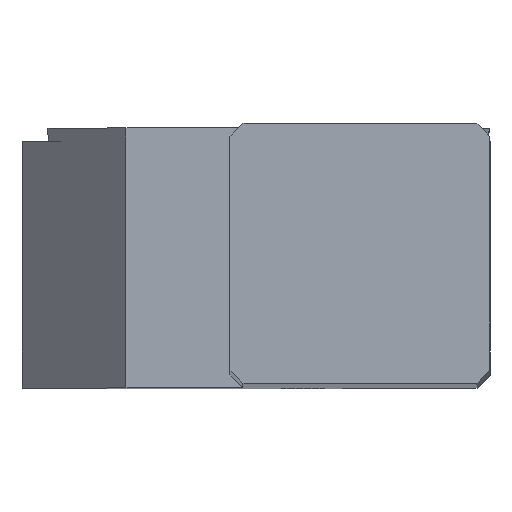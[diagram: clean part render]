
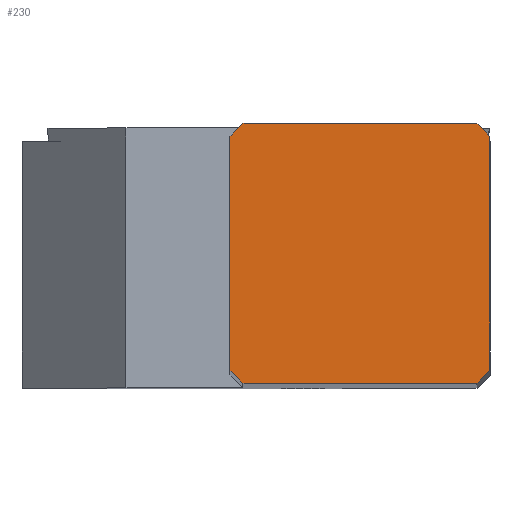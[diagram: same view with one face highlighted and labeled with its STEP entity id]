
A CAD part, top view. The second image highlights one B-rep face of the part: STEP entity #230.
In plain terms, the highlighted planar face has unit normal (0, 0, 1).
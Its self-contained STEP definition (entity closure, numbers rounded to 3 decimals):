
#146=FACE_OUTER_BOUND('',#367,.T.);
#230=ADVANCED_FACE('',(#146),#301,.T.);
#301=PLANE('',#1832);
#367=EDGE_LOOP('',(#612,#613,#614,#615,#616,#617,#618,#619));
#612=ORIENTED_EDGE('',*,*,#1168,.F.);
#613=ORIENTED_EDGE('',*,*,#1169,.F.);
#614=ORIENTED_EDGE('',*,*,#1170,.T.);
#615=ORIENTED_EDGE('',*,*,#1171,.F.);
#616=ORIENTED_EDGE('',*,*,#1172,.F.);
#617=ORIENTED_EDGE('',*,*,#1173,.F.);
#618=ORIENTED_EDGE('',*,*,#1100,.T.);
#619=ORIENTED_EDGE('',*,*,#1165,.F.);
#927=VERTEX_POINT('',#2546);
#928=VERTEX_POINT('',#2548);
#978=VERTEX_POINT('',#2694);
#979=VERTEX_POINT('',#2698);
#980=VERTEX_POINT('',#2702);
#981=VERTEX_POINT('',#2704);
#982=VERTEX_POINT('',#2706);
#983=VERTEX_POINT('',#2708);
#1100=EDGE_CURVE('',#928,#927,#1464,.T.);
#1165=EDGE_CURVE('',#978,#927,#1505,.T.);
#1168=EDGE_CURVE('',#979,#978,#1508,.T.);
#1169=EDGE_CURVE('',#980,#979,#1509,.T.);
#1170=EDGE_CURVE('',#980,#981,#1510,.T.);
#1171=EDGE_CURVE('',#982,#981,#1511,.T.);
#1172=EDGE_CURVE('',#983,#982,#1512,.T.);
#1173=EDGE_CURVE('',#928,#983,#1513,.T.);
#1464=LINE('',#2547,#1594);
#1505=LINE('',#2693,#1635);
#1508=LINE('',#2699,#1638);
#1509=LINE('',#2701,#1639);
#1510=LINE('',#2703,#1640);
#1511=LINE('',#2705,#1641);
#1512=LINE('',#2707,#1642);
#1513=LINE('',#2709,#1643);
#1594=VECTOR('',#2061,1.);
#1635=VECTOR('',#2172,1.);
#1638=VECTOR('',#2177,1.);
#1639=VECTOR('',#2180,1.);
#1640=VECTOR('',#2181,1.);
#1641=VECTOR('',#2182,1.);
#1642=VECTOR('',#2183,1.);
#1643=VECTOR('',#2184,1.);
#1832=AXIS2_PLACEMENT_3D('',#2710,#2185,#2186);
#2061=DIRECTION('',(1.,0.,0.));
#2172=DIRECTION('',(-0.707,-0.707,0.));
#2177=DIRECTION('',(0.,-1.,0.));
#2180=DIRECTION('',(0.707,-0.707,0.));
#2181=DIRECTION('',(-1.,0.,0.));
#2182=DIRECTION('',(0.707,0.707,0.));
#2183=DIRECTION('',(0.,1.,0.));
#2184=DIRECTION('',(-0.707,0.707,0.));
#2185=DIRECTION('',(0.,0.,1.));
#2186=DIRECTION('',(-1.,0.,0.));
#2546=CARTESIAN_POINT('',(9.5,0.,0.));
#2547=CARTESIAN_POINT('',(0.5,0.,0.));
#2548=CARTESIAN_POINT('',(0.5,0.,0.));
#2693=CARTESIAN_POINT('',(10.,0.5,0.));
#2694=CARTESIAN_POINT('',(10.,0.5,0.));
#2698=CARTESIAN_POINT('',(10.,9.5,0.));
#2699=CARTESIAN_POINT('',(10.,9.5,0.));
#2701=CARTESIAN_POINT('',(9.5,10.,0.));
#2702=CARTESIAN_POINT('',(9.5,10.,0.));
#2703=CARTESIAN_POINT('',(9.5,10.,0.));
#2704=CARTESIAN_POINT('',(0.5,10.,0.));
#2705=CARTESIAN_POINT('',(0.,9.5,0.));
#2706=CARTESIAN_POINT('',(0.,9.5,0.));
#2707=CARTESIAN_POINT('',(0.,0.5,0.));
#2708=CARTESIAN_POINT('',(0.,0.5,0.));
#2709=CARTESIAN_POINT('',(0.5,0.,0.));
#2710=CARTESIAN_POINT('',(5.,5.,0.));
